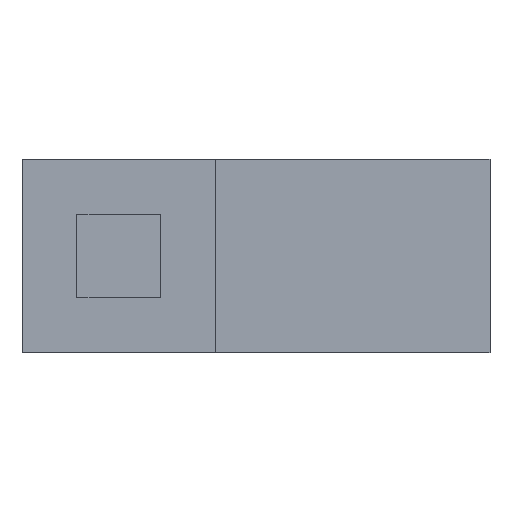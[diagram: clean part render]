
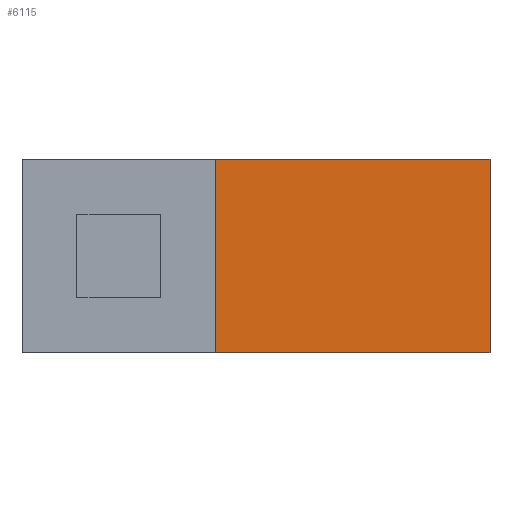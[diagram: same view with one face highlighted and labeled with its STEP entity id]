
A CAD part, left-side view. The second image highlights one B-rep face of the part: STEP entity #6115.
In plain terms, the highlighted planar face has unit normal (-1, 0, 0).
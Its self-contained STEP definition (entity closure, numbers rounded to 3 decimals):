
#1701 = PLANE('',#1702);
#1702 = AXIS2_PLACEMENT_3D('',#1703,#1704,#1705);
#1703 = CARTESIAN_POINT('',(562.929,464.091,
    28.2));
#1704 = DIRECTION('',(0.,0.,1.));
#1705 = DIRECTION('',(1.,0.,-0.));
#1799 = PLANE('',#1800);
#1800 = AXIS2_PLACEMENT_3D('',#1801,#1802,#1803);
#1801 = CARTESIAN_POINT('',(562.929,464.091,
    0.));
#1802 = DIRECTION('',(0.,0.,-1.));
#1803 = DIRECTION('',(0.,-1.,0.));
#6083 = PLANE('',#6084);
#6084 = AXIS2_PLACEMENT_3D('',#6085,#6086,#6087);
#6085 = CARTESIAN_POINT('',(562.929,419.251,
    14.1));
#6086 = DIRECTION('',(-0.,-1.,-0.));
#6087 = DIRECTION('',(0.,0.,-1.));
#6115 = ADVANCED_FACE('',(#6116),#6130,.T.);
#6116 = FACE_BOUND('',#6117,.T.);
#6117 = EDGE_LOOP('',(#6118,#6148,#6171,#6194));
#6118 = ORIENTED_EDGE('',*,*,#6119,.T.);
#6119 = EDGE_CURVE('',#6120,#6122,#6124,.T.);
#6120 = VERTEX_POINT('',#6121);
#6121 = CARTESIAN_POINT('',(548.829,459.251,
    0.));
#6122 = VERTEX_POINT('',#6123);
#6123 = CARTESIAN_POINT('',(548.829,419.251,
    0.));
#6124 = SURFACE_CURVE('',#6125,(#6129,#6141),.PCURVE_S1.);
#6125 = LINE('',#6126,#6127);
#6126 = CARTESIAN_POINT('',(548.829,459.251,
    0.));
#6127 = VECTOR('',#6128,1.);
#6128 = DIRECTION('',(0.,-1.,0.));
#6129 = PCURVE('',#6130,#6135);
#6130 = PLANE('',#6131);
#6131 = AXIS2_PLACEMENT_3D('',#6132,#6133,#6134);
#6132 = CARTESIAN_POINT('',(548.829,439.251,
    14.1));
#6133 = DIRECTION('',(-1.,-0.,-0.));
#6134 = DIRECTION('',(0.,0.,-1.));
#6135 = DEFINITIONAL_REPRESENTATION('',(#6136),#6140);
#6136 = LINE('',#6137,#6138);
#6137 = CARTESIAN_POINT('',(14.1,-20.));
#6138 = VECTOR('',#6139,1.);
#6139 = DIRECTION('',(0.,1.));
#6140 = ( GEOMETRIC_REPRESENTATION_CONTEXT(2) 
PARAMETRIC_REPRESENTATION_CONTEXT() REPRESENTATION_CONTEXT('2D SPACE',''
  ) );
#6141 = PCURVE('',#1799,#6142);
#6142 = DEFINITIONAL_REPRESENTATION('',(#6143),#6147);
#6143 = LINE('',#6144,#6145);
#6144 = CARTESIAN_POINT('',(4.84,14.1));
#6145 = VECTOR('',#6146,1.);
#6146 = DIRECTION('',(1.,0.));
#6147 = ( GEOMETRIC_REPRESENTATION_CONTEXT(2) 
PARAMETRIC_REPRESENTATION_CONTEXT() REPRESENTATION_CONTEXT('2D SPACE',''
  ) );
#6148 = ORIENTED_EDGE('',*,*,#6149,.T.);
#6149 = EDGE_CURVE('',#6122,#6150,#6152,.T.);
#6150 = VERTEX_POINT('',#6151);
#6151 = CARTESIAN_POINT('',(548.829,419.251,
    28.2));
#6152 = SURFACE_CURVE('',#6153,(#6157,#6164),.PCURVE_S1.);
#6153 = LINE('',#6154,#6155);
#6154 = CARTESIAN_POINT('',(548.829,419.251,
    0.));
#6155 = VECTOR('',#6156,1.);
#6156 = DIRECTION('',(0.,0.,1.));
#6157 = PCURVE('',#6130,#6158);
#6158 = DEFINITIONAL_REPRESENTATION('',(#6159),#6163);
#6159 = LINE('',#6160,#6161);
#6160 = CARTESIAN_POINT('',(14.1,20.));
#6161 = VECTOR('',#6162,1.);
#6162 = DIRECTION('',(-1.,0.));
#6163 = ( GEOMETRIC_REPRESENTATION_CONTEXT(2) 
PARAMETRIC_REPRESENTATION_CONTEXT() REPRESENTATION_CONTEXT('2D SPACE',''
  ) );
#6164 = PCURVE('',#6083,#6165);
#6165 = DEFINITIONAL_REPRESENTATION('',(#6166),#6170);
#6166 = LINE('',#6167,#6168);
#6167 = CARTESIAN_POINT('',(14.1,-14.1));
#6168 = VECTOR('',#6169,1.);
#6169 = DIRECTION('',(-1.,0.));
#6170 = ( GEOMETRIC_REPRESENTATION_CONTEXT(2) 
PARAMETRIC_REPRESENTATION_CONTEXT() REPRESENTATION_CONTEXT('2D SPACE',''
  ) );
#6171 = ORIENTED_EDGE('',*,*,#6172,.T.);
#6172 = EDGE_CURVE('',#6150,#6173,#6175,.T.);
#6173 = VERTEX_POINT('',#6174);
#6174 = CARTESIAN_POINT('',(548.829,459.251,
    28.2));
#6175 = SURFACE_CURVE('',#6176,(#6180,#6187),.PCURVE_S1.);
#6176 = LINE('',#6177,#6178);
#6177 = CARTESIAN_POINT('',(548.829,419.251,
    28.2));
#6178 = VECTOR('',#6179,1.);
#6179 = DIRECTION('',(0.,1.,0.));
#6180 = PCURVE('',#6130,#6181);
#6181 = DEFINITIONAL_REPRESENTATION('',(#6182),#6186);
#6182 = LINE('',#6183,#6184);
#6183 = CARTESIAN_POINT('',(-14.1,20.));
#6184 = VECTOR('',#6185,1.);
#6185 = DIRECTION('',(0.,-1.));
#6186 = ( GEOMETRIC_REPRESENTATION_CONTEXT(2) 
PARAMETRIC_REPRESENTATION_CONTEXT() REPRESENTATION_CONTEXT('2D SPACE',''
  ) );
#6187 = PCURVE('',#1701,#6188);
#6188 = DEFINITIONAL_REPRESENTATION('',(#6189),#6193);
#6189 = LINE('',#6190,#6191);
#6190 = CARTESIAN_POINT('',(-14.1,-44.84));
#6191 = VECTOR('',#6192,1.);
#6192 = DIRECTION('',(0.,1.));
#6193 = ( GEOMETRIC_REPRESENTATION_CONTEXT(2) 
PARAMETRIC_REPRESENTATION_CONTEXT() REPRESENTATION_CONTEXT('2D SPACE',''
  ) );
#6194 = ORIENTED_EDGE('',*,*,#6195,.T.);
#6195 = EDGE_CURVE('',#6173,#6120,#6196,.T.);
#6196 = SURFACE_CURVE('',#6197,(#6201,#6208),.PCURVE_S1.);
#6197 = LINE('',#6198,#6199);
#6198 = CARTESIAN_POINT('',(548.829,459.251,
    28.2));
#6199 = VECTOR('',#6200,1.);
#6200 = DIRECTION('',(0.,0.,-1.));
#6201 = PCURVE('',#6130,#6202);
#6202 = DEFINITIONAL_REPRESENTATION('',(#6203),#6207);
#6203 = LINE('',#6204,#6205);
#6204 = CARTESIAN_POINT('',(-14.1,-20.));
#6205 = VECTOR('',#6206,1.);
#6206 = DIRECTION('',(1.,0.));
#6207 = ( GEOMETRIC_REPRESENTATION_CONTEXT(2) 
PARAMETRIC_REPRESENTATION_CONTEXT() REPRESENTATION_CONTEXT('2D SPACE',''
  ) );
#6208 = PCURVE('',#6209,#6214);
#6209 = PLANE('',#6210);
#6210 = AXIS2_PLACEMENT_3D('',#6211,#6212,#6213);
#6211 = CARTESIAN_POINT('',(520.879,459.251,
    14.1));
#6212 = DIRECTION('',(0.,-1.,0.));
#6213 = DIRECTION('',(-1.,0.,0.));
#6214 = DEFINITIONAL_REPRESENTATION('',(#6215),#6219);
#6215 = LINE('',#6216,#6217);
#6216 = CARTESIAN_POINT('',(-27.95,-14.1));
#6217 = VECTOR('',#6218,1.);
#6218 = DIRECTION('',(0.,1.));
#6219 = ( GEOMETRIC_REPRESENTATION_CONTEXT(2) 
PARAMETRIC_REPRESENTATION_CONTEXT() REPRESENTATION_CONTEXT('2D SPACE',''
  ) );
